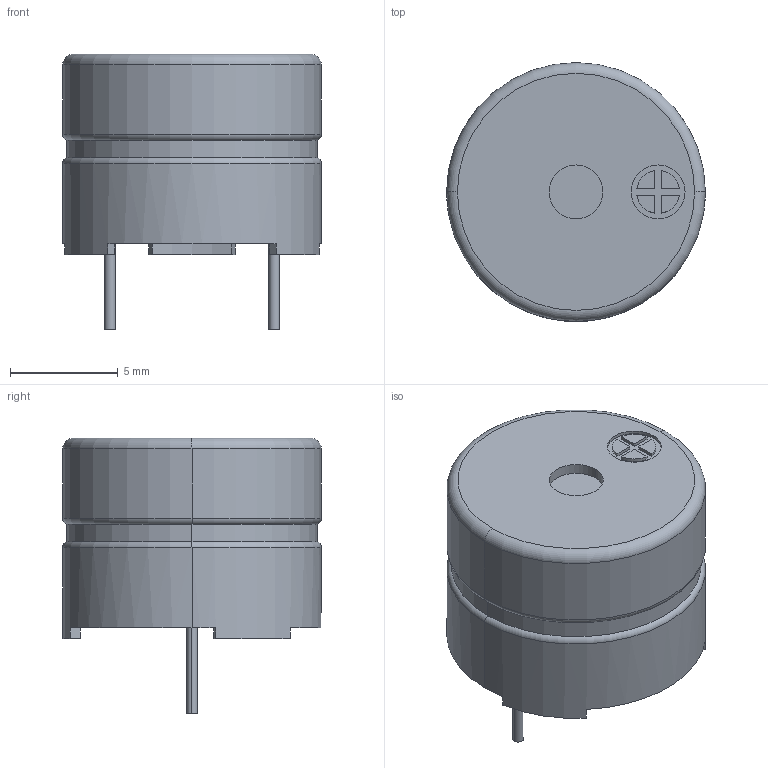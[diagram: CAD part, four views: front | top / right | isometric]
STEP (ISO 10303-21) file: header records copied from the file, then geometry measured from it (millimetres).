
FILE_DESCRIPTION (( 'STEP AP214' ), '1' );
FILE_NAME ('User Library-FM 12mm 300mil.STEP', '2020-02-14T08:46:13', ( '' ), ( '' ), 'SwSTEP 2.0', 'SolidWorks 2019', '' );
FILE_SCHEMA (( 'AUTOMOTIVE_DESIGN' ));
Length unit declared in the file: millimetre
Products named in the file (1): User Library-FM 12mm 300mil
Bounding box: 12 x 12 x 12.8 mm (x, y, z)
Volume: 797.7 mm3; surface area: 837 mm2
Topology: 1 solids, 1 shells, 57 faces, 128 edges, 82 vertices
Faces by surface type: plane 28, cylinder 23, torus 6
Entity records: 1878 total; most frequent: DIRECTION 304, CARTESIAN_POINT 268, ORIENTED_EDGE 256, EDGE_CURVE 128, AXIS2_PLACEMENT_3D 118, VERTEX_POINT 82, VECTOR 68, LINE 68
